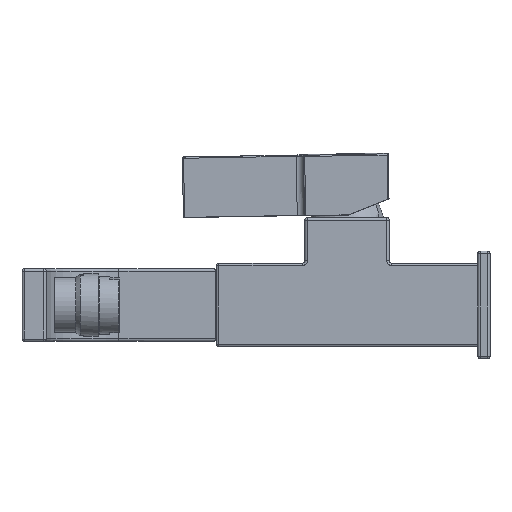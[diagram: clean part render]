
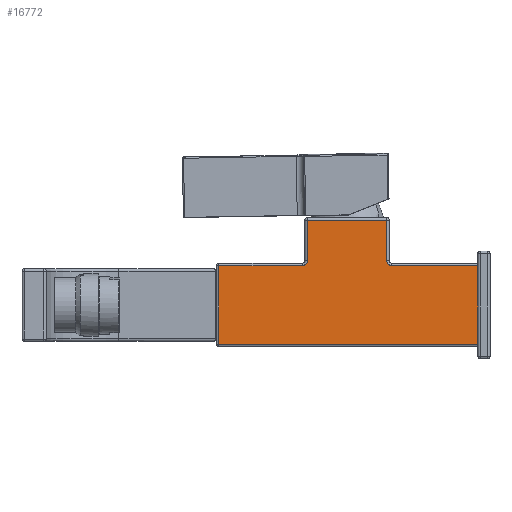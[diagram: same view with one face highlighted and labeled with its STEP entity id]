
A CAD part, left-side view. The second image highlights one B-rep face of the part: STEP entity #16772.
In plain terms, the highlighted planar face has unit normal (-1, 0, 0).
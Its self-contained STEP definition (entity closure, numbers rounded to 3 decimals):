
#165 = CARTESIAN_POINT ( 'NONE',  ( -21.204, -11.847, 124.35 ) ) ;
#778 = VECTOR ( 'NONE', #5208, 1000. ) ;
#1072 = CARTESIAN_POINT ( 'NONE',  ( -21.204, 57.553, 89.85 ) ) ;
#1119 = DIRECTION ( 'NONE',  ( 1., 0., 0. ) ) ;
#1604 = AXIS2_PLACEMENT_3D ( 'NONE', #10250, #2505, #4511 ) ;
#1973 = EDGE_CURVE ( 'NONE', #8612, #10843, #11643, .T. ) ;
#2428 = CARTESIAN_POINT ( 'NONE',  ( -21.204, -13.847, 122.35 ) ) ;
#2505 = DIRECTION ( 'NONE',  ( -1., 0., 0. ) ) ;
#2717 = CIRCLE ( 'NONE', #15528, 2. ) ;
#3427 = CARTESIAN_POINT ( 'NONE',  ( -21.204, 20.953, 88.85 ) ) ;
#3757 = ORIENTED_EDGE ( 'NONE', *, *, #8324, .T. ) ;
#4045 = VERTEX_POINT ( 'NONE', #13544 ) ;
#4511 = DIRECTION ( 'NONE',  ( 0., 0., -1. ) ) ;
#4672 = CARTESIAN_POINT ( 'NONE',  ( -21.204, -11.847, 141.15 ) ) ;
#5154 = VECTOR ( 'NONE', #18697, 1000. ) ;
#5208 = DIRECTION ( 'NONE',  ( 0., -1., 0. ) ) ;
#5251 = DIRECTION ( 'NONE',  ( 0., 0., -1. ) ) ;
#5775 = DIRECTION ( 'NONE',  ( -1., 0., 0. ) ) ;
#5832 = CARTESIAN_POINT ( 'NONE',  ( -21.204, -11.847, 88.85 ) ) ;
#6220 = LINE ( 'NONE', #7546, #11424 ) ;
#6866 = DIRECTION ( 'NONE',  ( 0., 1., 0. ) ) ;
#7090 = LINE ( 'NONE', #23829, #22118 ) ;
#7194 = CARTESIAN_POINT ( 'NONE',  ( -21.204, 58.553, 89.85 ) ) ;
#7392 = VERTEX_POINT ( 'NONE', #17652 ) ;
#7546 = CARTESIAN_POINT ( 'NONE',  ( -21.204, -49.447, 88.85 ) ) ;
#7692 = VECTOR ( 'NONE', #23412, 1000. ) ;
#8125 = FACE_OUTER_BOUND ( 'NONE', #17145, .T. ) ;
#8324 = EDGE_CURVE ( 'NONE', #23397, #7392, #18803, .T. ) ;
#8408 = ORIENTED_EDGE ( 'NONE', *, *, #20911, .T. ) ;
#8612 = VERTEX_POINT ( 'NONE', #165 ) ;
#8967 = ORIENTED_EDGE ( 'NONE', *, *, #15291, .T. ) ;
#9436 = CARTESIAN_POINT ( 'NONE',  ( -21.204, 57.553, 122.35 ) ) ;
#10250 = CARTESIAN_POINT ( 'NONE',  ( -21.204, 22.953, 124.35 ) ) ;
#10481 = DIRECTION ( 'NONE',  ( 0., 1., 0. ) ) ;
#10507 = AXIS2_PLACEMENT_3D ( 'NONE', #11219, #1119, #15145 ) ;
#10544 = VERTEX_POINT ( 'NONE', #13085 ) ;
#10583 = LINE ( 'NONE', #7194, #778 ) ;
#10843 = VERTEX_POINT ( 'NONE', #4672 ) ;
#11219 = CARTESIAN_POINT ( 'NONE',  ( -21.204, 58.553, 88.85 ) ) ;
#11424 = VECTOR ( 'NONE', #19378, 1000. ) ;
#11589 = EDGE_CURVE ( 'NONE', #10843, #23397, #15555, .T. ) ;
#11643 = LINE ( 'NONE', #5832, #7692 ) ;
#11753 = LINE ( 'NONE', #21999, #21010 ) ;
#11833 = DIRECTION ( 'NONE',  ( 0., 0., -1. ) ) ;
#12222 = ORIENTED_EDGE ( 'NONE', *, *, #11589, .T. ) ;
#12391 = VERTEX_POINT ( 'NONE', #1072 ) ;
#13085 = CARTESIAN_POINT ( 'NONE',  ( -21.204, 22.953, 122.35 ) ) ;
#13544 = CARTESIAN_POINT ( 'NONE',  ( -21.204, -49.447, 89.85 ) ) ;
#13555 = VECTOR ( 'NONE', #5251, 1000. ) ;
#14287 = DIRECTION ( 'NONE',  ( 0., 0., -1. ) ) ;
#14620 = ORIENTED_EDGE ( 'NONE', *, *, #24135, .F. ) ;
#14959 = EDGE_CURVE ( 'NONE', #12391, #4045, #10583, .T. ) ;
#15145 = DIRECTION ( 'NONE',  ( 0., 0., -1. ) ) ;
#15291 = EDGE_CURVE ( 'NONE', #10544, #18508, #11753, .T. ) ;
#15306 = LINE ( 'NONE', #18698, #20890 ) ;
#15528 = AXIS2_PLACEMENT_3D ( 'NONE', #23593, #5775, #11833 ) ;
#15555 = LINE ( 'NONE', #22631, #5154 ) ;
#15795 = ORIENTED_EDGE ( 'NONE', *, *, #24458, .T. ) ;
#16772 = ADVANCED_FACE ( 'NONE', ( #8125 ), #18882, .F. ) ;
#16778 = ORIENTED_EDGE ( 'NONE', *, *, #14959, .T. ) ;
#17145 = EDGE_LOOP ( 'NONE', ( #15795, #8408, #21212, #24933, #12222, #3757, #14620, #8967, #18591, #16778 ) ) ;
#17652 = CARTESIAN_POINT ( 'NONE',  ( -21.204, 20.953, 124.35 ) ) ;
#17755 = CARTESIAN_POINT ( 'NONE',  ( -21.204, 20.953, 141.15 ) ) ;
#18508 = VERTEX_POINT ( 'NONE', #9436 ) ;
#18591 = ORIENTED_EDGE ( 'NONE', *, *, #20748, .T. ) ;
#18697 = DIRECTION ( 'NONE',  ( 0., 1., 0. ) ) ;
#18698 = CARTESIAN_POINT ( 'NONE',  ( -21.204, 58.553, 122.35 ) ) ;
#18803 = LINE ( 'NONE', #3427, #13555 ) ;
#18882 = PLANE ( 'NONE',  #10507 ) ;
#19295 = CARTESIAN_POINT ( 'NONE',  ( -21.204, -49.447, 122.35 ) ) ;
#19378 = DIRECTION ( 'NONE',  ( 0., 0., 1. ) ) ;
#19484 = CIRCLE ( 'NONE', #1604, 2. ) ;
#20748 = EDGE_CURVE ( 'NONE', #18508, #12391, #7090, .T. ) ;
#20890 = VECTOR ( 'NONE', #6866, 1000. ) ;
#20911 = EDGE_CURVE ( 'NONE', #23881, #21313, #15306, .T. ) ;
#21010 = VECTOR ( 'NONE', #10481, 1000. ) ;
#21212 = ORIENTED_EDGE ( 'NONE', *, *, #22942, .F. ) ;
#21313 = VERTEX_POINT ( 'NONE', #2428 ) ;
#21999 = CARTESIAN_POINT ( 'NONE',  ( -21.204, 58.553, 122.35 ) ) ;
#22118 = VECTOR ( 'NONE', #14287, 1000. ) ;
#22631 = CARTESIAN_POINT ( 'NONE',  ( -21.204, 58.553, 141.15 ) ) ;
#22942 = EDGE_CURVE ( 'NONE', #8612, #21313, #2717, .T. ) ;
#23397 = VERTEX_POINT ( 'NONE', #17755 ) ;
#23412 = DIRECTION ( 'NONE',  ( 0., 0., 1. ) ) ;
#23593 = CARTESIAN_POINT ( 'NONE',  ( -21.204, -13.847, 124.35 ) ) ;
#23829 = CARTESIAN_POINT ( 'NONE',  ( -21.204, 57.553, 88.85 ) ) ;
#23881 = VERTEX_POINT ( 'NONE', #19295 ) ;
#24135 = EDGE_CURVE ( 'NONE', #10544, #7392, #19484, .T. ) ;
#24458 = EDGE_CURVE ( 'NONE', #4045, #23881, #6220, .T. ) ;
#24933 = ORIENTED_EDGE ( 'NONE', *, *, #1973, .T. ) ;
